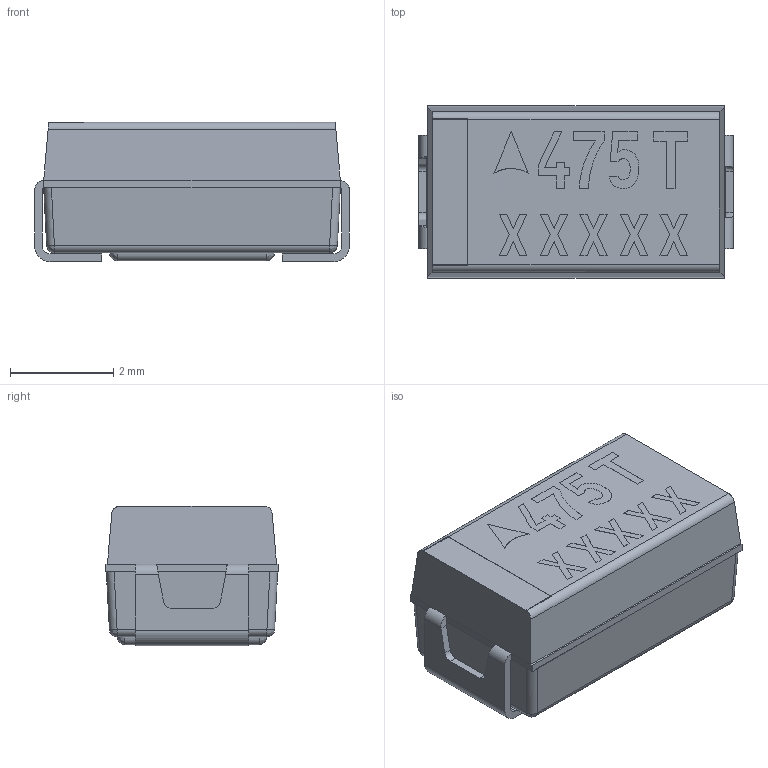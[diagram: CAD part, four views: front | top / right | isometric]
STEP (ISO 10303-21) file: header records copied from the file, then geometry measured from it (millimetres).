
FILE_DESCRIPTION (( 'STEP AP214' ), '1' );
FILE_NAME ('User Library-C_case.STEP', '2014-09-30T08:35:24', ( 'Windows User' ), ( '' ), 'SwSTEP 2.0', 'SolidWorks 2014', '' );
FILE_SCHEMA (( 'AUTOMOTIVE_DESIGN' ));
Length unit declared in the file: millimetre
Products named in the file (15): User Library-C_case__157; User Library-C_case__153; User Library-C_case__149; User Library-C_case__145; User Library-C_case__141; User Library-C_case__137; User Library-C_case__133; User Library-C_case__129; User Library-C_case__125; User Library-C_case__85; User Library-C_case_842_3; User Library-C_case_842_2; User Library-C_case_842; User Library-C_case; User Library-C_case__161
Assembly tree (14 placements, depth 2):
  User Library-C_case
    User Library-C_case_842
    User Library-C_case_842_2
    User Library-C_case_842_3
    User Library-C_case__85
    User Library-C_case__125
    User Library-C_case__129
    User Library-C_case__133
    User Library-C_case__137
    User Library-C_case__141
    User Library-C_case__145
    User Library-C_case__149
    User Library-C_case__153
    User Library-C_case__157
    User Library-C_case__161
Bounding box: 6.1 x 3.35 x 2.7 mm (x, y, z)
Volume: 49.1 mm3; surface area: 112.3 mm2
Topology: 14 solids, 14 shells, 322 faces, 1022 edges, 735 vertices
Faces by surface type: plane 281, cylinder 29, bspline 12
Entity records: 16751 total; most frequent: CARTESIAN_POINT 3881, ORIENTED_EDGE 2036, DIRECTION 1481, EDGE_CURVE 1018, LINE 739, VECTOR 739, VERTEX_POINT 735, AXIS2_PLACEMENT_3D 371
